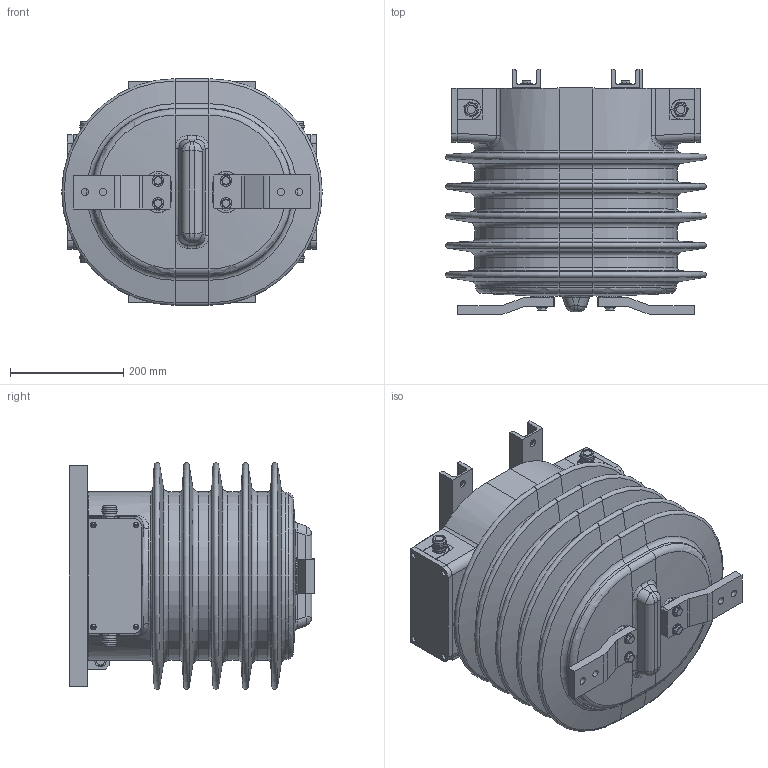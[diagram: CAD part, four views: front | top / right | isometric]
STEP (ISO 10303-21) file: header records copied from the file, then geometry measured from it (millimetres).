
FILE_DESCRIPTION(('STEP AP242'), '1');
FILE_NAME('ﾒﾋﾎ-10 ﾌﾍ31 (蒡 1500ﾀ)', '', ('UNSPECIFIED'), ('UNSPECIFIED'), 'ASCON STEP Converter 1.6', 'ASCON Math Kernel', '');
FILE_SCHEMA(('AP242_MANAGED_MODEL_BASED_3D_ENGINEERING_MIM_LF { 1 0 10303 442 1 1 4 }'));
Length unit declared in the file: millimetre
Products named in the file (20): Ñáîðêà Ì20 S24; Eingießmutter M5; Anschlussklemme; Anschlussleiste
Assembly tree (73 placements, depth 3):
  (unnamed)
    (unnamed)  x4
    Ñáîðêà Ì20 S24  x4
    Eingießmutter M5  x8
    (unnamed)  x2
    (unnamed)  x8
    Anschlussklemme  x16
    Anschlussleiste  x2
    (unnamed)  x2
    (unnamed)
    (unnamed)
      (unnamed)
    (unnamed)
      (unnamed)
    (unnamed)  x4
    (unnamed)  x10
    (unnamed)  x2
    (unnamed)  x4
    (unnamed)
    (unnamed)
Bounding box: 460 x 433 x 400 mm (x, y, z)
Volume: 37470564.9 mm3; surface area: 1691913.6 mm2
Topology: 71 solids, 71 shells, 1920 faces, 4600 edges, 2914 vertices
Faces by surface type: plane 1263, cylinder 404, cone 141, torus 58, bspline 36, sphere 18
Full cylindrical faces by diameter (mm): 4.2 x8, 5 x64, 6 x8, 6.5 x8, 8 x24, 8.376 x17, 8.5 x8, 10 x17, 10.5 x10, 11 x4, 13 x9, 14 x8, 14.5 x4, 18.984 x4, 19 x8, 19.802 x4, 20 x18, 22 x4, 23.5 x8
Entity records: 45574 total; most frequent: CARTESIAN_POINT 14184, DIRECTION 4422, ORIENTED_EDGE 4310, EDGE_CURVE 2155, LINE 1528, VECTOR 1528, AXIS2_PLACEMENT_3D 1447, VERTEX_POINT 1418
